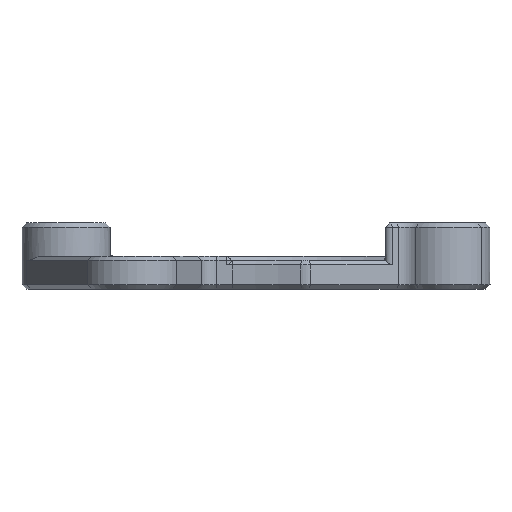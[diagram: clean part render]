
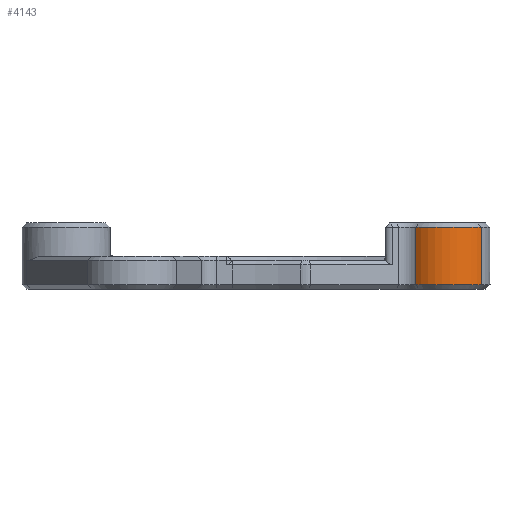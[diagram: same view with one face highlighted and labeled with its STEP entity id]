
A CAD part, front view. The second image highlights one B-rep face of the part: STEP entity #4143.
In plain terms, the highlighted cylindrical face has radius 4 mm (diameter 8 mm), a partial arc.
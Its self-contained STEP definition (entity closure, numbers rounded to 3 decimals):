
#12 = CARTESIAN_POINT ( 'NONE',  ( 12.635, -7.271, -34.872 ) ) ;
#283 = CARTESIAN_POINT ( 'NONE',  ( 9.871, -10.162, -32.272 ) ) ;
#582 = DIRECTION ( 'NONE',  ( 1., 0., 0. ) ) ;
#849 = DIRECTION ( 'NONE',  ( 0., 0., -1. ) ) ;
#1661 = CARTESIAN_POINT ( 'NONE',  ( 15.86, -9.637, -34.872 ) ) ;
#1965 = DIRECTION ( 'NONE',  ( 0., 0., -1. ) ) ;
#2192 = EDGE_CURVE ( 'NONE', #4825, #9701, #6756, .T. ) ;
#3269 = VECTOR ( 'NONE', #3809, 1000. ) ;
#3352 = EDGE_CURVE ( 'NONE', #7726, #4825, #6098, .T. ) ;
#3482 = LINE ( 'NONE', #8734, #6154 ) ;
#3497 = CARTESIAN_POINT ( 'NONE',  ( 12.635, -7.271, -29.672 ) ) ;
#3809 = DIRECTION ( 'NONE',  ( 0., 0., -1. ) ) ;
#3991 = EDGE_CURVE ( 'NONE', #8748, #9701, #3482, .T. ) ;
#4143 = ADVANCED_FACE ( 'NONE', ( #5166 ), #4367, .T. ) ;
#4367 = CYLINDRICAL_SURFACE ( 'NONE', #4719, 4. ) ;
#4411 = AXIS2_PLACEMENT_3D ( 'NONE', #3497, #1965, #582 ) ;
#4719 = AXIS2_PLACEMENT_3D ( 'NONE', #8184, #849, #9189 ) ;
#4825 = VERTEX_POINT ( 'NONE', #6550 ) ;
#5166 = FACE_OUTER_BOUND ( 'NONE', #7728, .T. ) ;
#6098 = LINE ( 'NONE', #283, #3269 ) ;
#6154 = VECTOR ( 'NONE', #7357, 1000. ) ;
#6271 = AXIS2_PLACEMENT_3D ( 'NONE', #12, #8312, #8963 ) ;
#6550 = CARTESIAN_POINT ( 'NONE',  ( 9.871, -10.162, -34.872 ) ) ;
#6712 = EDGE_CURVE ( 'NONE', #8748, #7726, #8683, .T. ) ;
#6756 = CIRCLE ( 'NONE', #6271, 4. ) ;
#6987 = ORIENTED_EDGE ( 'NONE', *, *, #3352, .T. ) ;
#7357 = DIRECTION ( 'NONE',  ( 0., 0., -1. ) ) ;
#7701 = CARTESIAN_POINT ( 'NONE',  ( 15.86, -9.637, -29.672 ) ) ;
#7726 = VERTEX_POINT ( 'NONE', #9173 ) ;
#7728 = EDGE_LOOP ( 'NONE', ( #9699, #7896, #6987, #8975 ) ) ;
#7896 = ORIENTED_EDGE ( 'NONE', *, *, #6712, .T. ) ;
#8184 = CARTESIAN_POINT ( 'NONE',  ( 12.635, -7.271, -32.272 ) ) ;
#8312 = DIRECTION ( 'NONE',  ( 0., 0., 1. ) ) ;
#8683 = CIRCLE ( 'NONE', #4411, 4. ) ;
#8734 = CARTESIAN_POINT ( 'NONE',  ( 15.86, -9.637, -32.272 ) ) ;
#8748 = VERTEX_POINT ( 'NONE', #7701 ) ;
#8963 = DIRECTION ( 'NONE',  ( 1., 0., 0. ) ) ;
#8975 = ORIENTED_EDGE ( 'NONE', *, *, #2192, .T. ) ;
#9173 = CARTESIAN_POINT ( 'NONE',  ( 9.871, -10.162, -29.672 ) ) ;
#9189 = DIRECTION ( 'NONE',  ( 0.806, -0.591, 0. ) ) ;
#9699 = ORIENTED_EDGE ( 'NONE', *, *, #3991, .F. ) ;
#9701 = VERTEX_POINT ( 'NONE', #1661 ) ;
